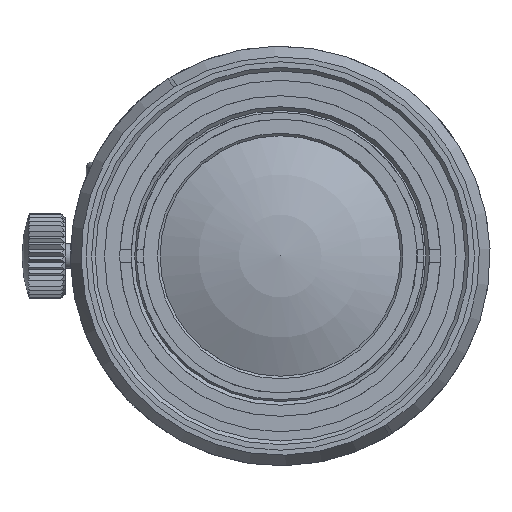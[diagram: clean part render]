
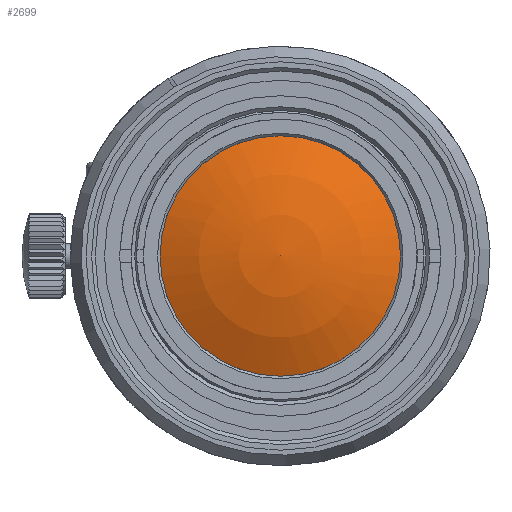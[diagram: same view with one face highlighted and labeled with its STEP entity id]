
A CAD part, left-side view. The second image highlights one B-rep face of the part: STEP entity #2699.
In plain terms, the highlighted spherical face has radius 22.312 mm.
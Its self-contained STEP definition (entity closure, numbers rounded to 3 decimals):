
#156=SPHERICAL_SURFACE('',#11417,22.312);
#349=FACE_OUTER_BOUND('',#3933,.T.);
#2699=ADVANCED_FACE('',(#349),#156,.T.);
#3933=EDGE_LOOP('',(#5660));
#5660=ORIENTED_EDGE('',*,*,#9551,.T.);
#8007=VERTEX_POINT('',#15964);
#9551=EDGE_CURVE('',#8007,#8007,#10777,.T.);
#10777=CIRCLE('',#11415,9.748);
#11415=AXIS2_PLACEMENT_3D('',#15963,#13147,#13148);
#11417=AXIS2_PLACEMENT_3D('',#15966,#13151,#13152);
#13147=DIRECTION('',(-1.,0.,0.));
#13148=DIRECTION('',(0.,0.,-1.));
#13151=DIRECTION('',(1.,0.,0.));
#13152=DIRECTION('',(0.,-1.,0.));
#15963=CARTESIAN_POINT('',(-47.367,0.,0.));
#15964=CARTESIAN_POINT('',(-47.367,0.,-9.748));
#15966=CARTESIAN_POINT('',(-27.296,0.,0.));
